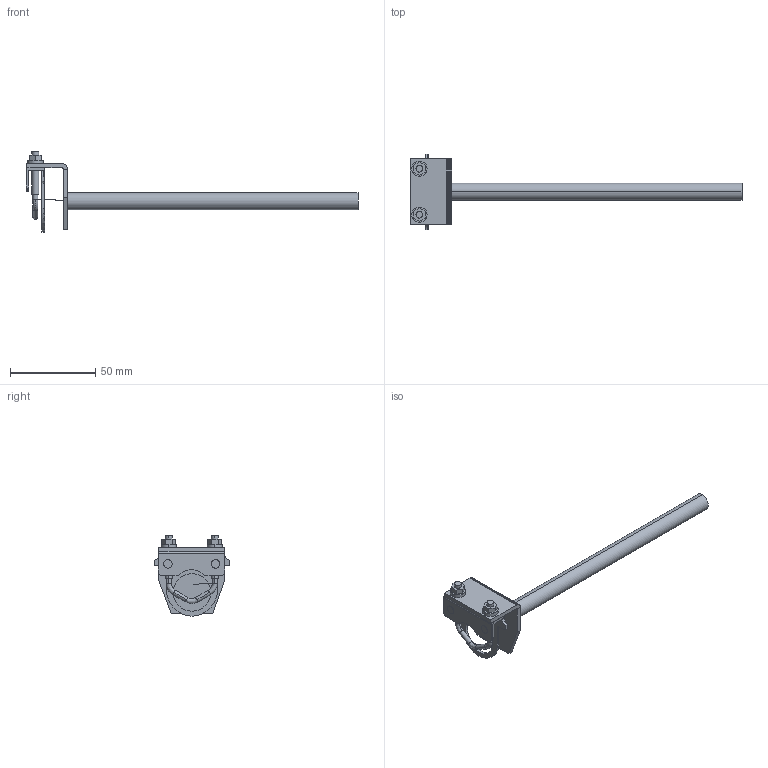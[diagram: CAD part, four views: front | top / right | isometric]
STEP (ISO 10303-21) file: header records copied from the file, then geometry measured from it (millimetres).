
FILE_DESCRIPTION(('no description'),'unknown implementation level');
FILE_NAME('Belimo_AV6-20_3D.stp',' ',('pit-cup GmbH'),('CADClick - KiM GmbH - www.kimweb.de'),'unknown preprocess','ACIS','unknown authorization');
FILE_SCHEMA(('automotive_design'));
Length unit declared in the file: millimetre
Products named in the file (1): 1
Bounding box: 194.6 x 44.5 x 47.25 mm (x, y, z)
Volume: 13768.1 mm3; surface area: 18214.6 mm2
Topology: 1 solids, 1 shells, 221 faces, 614 edges, 409 vertices
Faces by surface type: plane 175, cylinder 40, bspline 6
Entity records: 15372 total; most frequent: CARTESIAN_POINT 2760, STYLED_ITEM 1245, PRESENTATION_STYLE_ASSIGNMENT 1245, COLOUR_RGB 1245, ORIENTED_EDGE 1228, DIRECTION 1121, EDGE_CURVE 614, CURVE_STYLE 614
